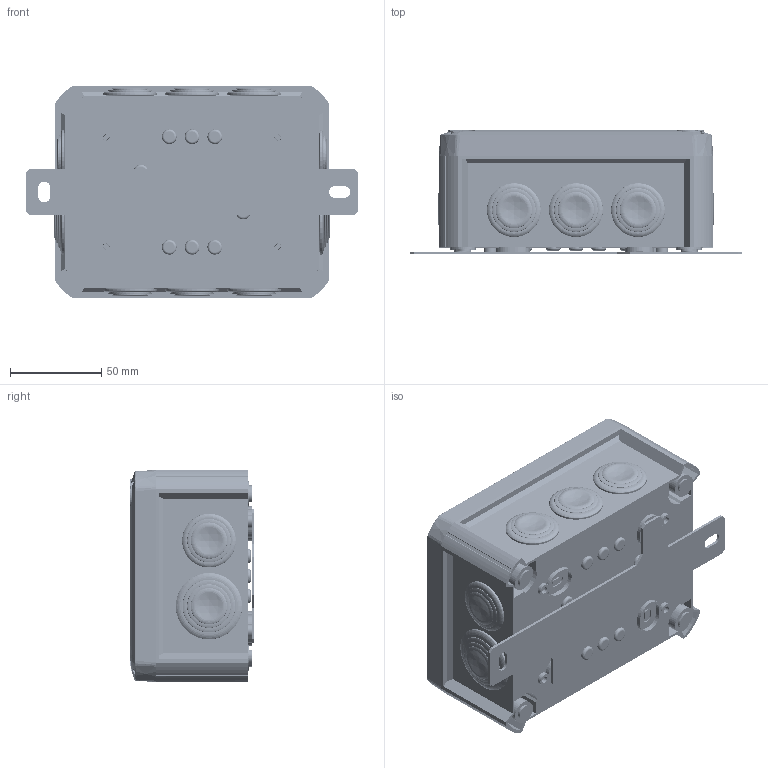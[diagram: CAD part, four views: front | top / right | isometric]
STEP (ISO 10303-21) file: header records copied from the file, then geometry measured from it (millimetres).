
FILE_DESCRIPTION (( 'STEP AP214' ), '1' );
FILE_NAME ('7205746.STEP', '2026-01-22T11:00:50', ( '' ), ( '' ), 'SwSTEP 2.0', 'SolidWorks 2024', '' );
FILE_SCHEMA (( 'AUTOMOTIVE_DESIGN' ));
Length unit declared in the file: millimetre
Products named in the file (13): ED950_WKZ-Injection mold 6236; 160754_Standard; 117658_03.1 große Einführungen WKZ2829; ED540-02_02T100-ohne-VDE; 152076_6mm²; 152071_6mm²; 160752; 152092_M3; 152077_6mm²; 0069005_Standard; 0068977_LGR; 059203_Standard; 7205746
Assembly tree (29 placements, depth 3):
  7205746
    117658_03.1 große Einführungen WKZ2829
    ED540-02_02T100-ohne-VDE
    160752
      059203_Standard
      160754_Standard  x2
    152077_6mm²  x3
      152071_6mm²
      152076_6mm²
      152092_M3
    0068977_LGR  x8
    0069005_Standard  x2
    ED950_WKZ-Injection mold 6236  x4
Bounding box: 182 x 68.35 x 116.6 mm (x, y, z)
Volume: 213626.4 mm3; surface area: 264110.6 mm2
Topology: 39 solids, 39 shells, 5011 faces, 12323 edges, 7571 vertices
Faces by surface type: plane 1764, cylinder 1178, cone 866, torus 649, bspline 470, sphere 84
Entity records: 101810 total; most frequent: CARTESIAN_POINT 31915, ORIENTED_EDGE 15240, DIRECTION 13854, EDGE_CURVE 7620, AXIS2_PLACEMENT_3D 5234, VERTEX_POINT 4739, VECTOR 3386, LINE 3386
